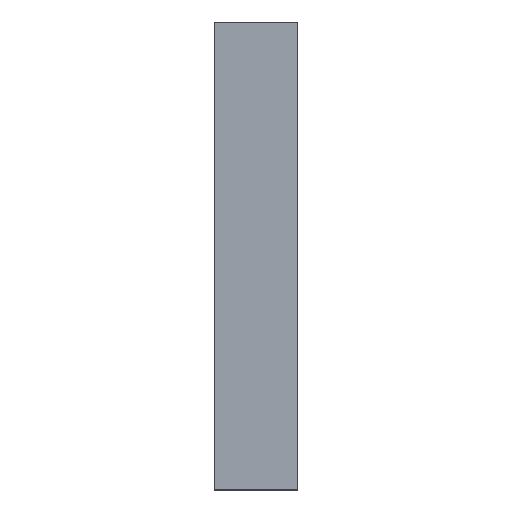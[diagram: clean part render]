
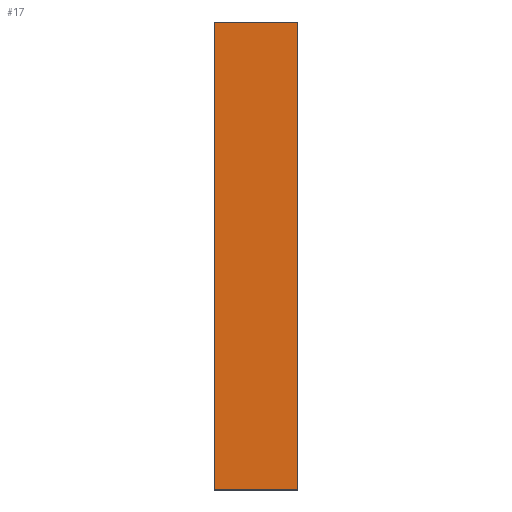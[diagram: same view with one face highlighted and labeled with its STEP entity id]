
A CAD part, left-side view. The second image highlights one B-rep face of the part: STEP entity #17.
In plain terms, the highlighted planar face has unit normal (-1, 0, 0).
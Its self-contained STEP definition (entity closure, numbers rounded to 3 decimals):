
#6 = DIRECTION ( 'NONE',  ( 0., 0., 1. ) ) ;
#7 = EDGE_CURVE ( 'NONE', #476, #676, #490, .T. ) ;
#17 = ADVANCED_FACE ( 'NONE', ( #530 ), #259, .F. ) ;
#37 = LINE ( 'NONE', #740, #334 ) ;
#61 = CARTESIAN_POINT ( 'NONE',  ( -28., 0., 7. ) ) ;
#69 = CARTESIAN_POINT ( 'NONE',  ( -28., 2.5, -7. ) ) ;
#91 = VECTOR ( 'NONE', #6, 1000. ) ;
#137 = AXIS2_PLACEMENT_3D ( 'NONE', #728, #340, #281 ) ;
#148 = EDGE_LOOP ( 'NONE', ( #238, #669, #355, #206 ) ) ;
#181 = CARTESIAN_POINT ( 'NONE',  ( -28., 2.5, -7. ) ) ;
#202 = CARTESIAN_POINT ( 'NONE',  ( -28., 2.5, 7. ) ) ;
#206 = ORIENTED_EDGE ( 'NONE', *, *, #7, .T. ) ;
#238 = ORIENTED_EDGE ( 'NONE', *, *, #525, .T. ) ;
#258 = EDGE_CURVE ( 'NONE', #476, #615, #744, .T. ) ;
#259 = PLANE ( 'NONE',  #137 ) ;
#277 = CARTESIAN_POINT ( 'NONE',  ( -28., 2.5, -7. ) ) ;
#281 = DIRECTION ( 'NONE',  ( 0., 0., -1. ) ) ;
#325 = CARTESIAN_POINT ( 'NONE',  ( -28., 0., -7. ) ) ;
#334 = VECTOR ( 'NONE', #459, 1000. ) ;
#340 = DIRECTION ( 'NONE',  ( 1., 0., 0. ) ) ;
#355 = ORIENTED_EDGE ( 'NONE', *, *, #258, .F. ) ;
#372 = CARTESIAN_POINT ( 'NONE',  ( -28., 0., -7. ) ) ;
#374 = VECTOR ( 'NONE', #679, 1000. ) ;
#375 = VERTEX_POINT ( 'NONE', #61 ) ;
#414 = LINE ( 'NONE', #372, #708 ) ;
#428 = DIRECTION ( 'NONE',  ( 0., 0., 1. ) ) ;
#459 = DIRECTION ( 'NONE',  ( 0., -1., 0. ) ) ;
#476 = VERTEX_POINT ( 'NONE', #69 ) ;
#490 = LINE ( 'NONE', #277, #374 ) ;
#525 = EDGE_CURVE ( 'NONE', #676, #375, #414, .T. ) ;
#530 = FACE_OUTER_BOUND ( 'NONE', #148, .T. ) ;
#615 = VERTEX_POINT ( 'NONE', #202 ) ;
#669 = ORIENTED_EDGE ( 'NONE', *, *, #735, .F. ) ;
#676 = VERTEX_POINT ( 'NONE', #325 ) ;
#679 = DIRECTION ( 'NONE',  ( 0., -1., 0. ) ) ;
#708 = VECTOR ( 'NONE', #428, 1000. ) ;
#728 = CARTESIAN_POINT ( 'NONE',  ( -28., 2.5, -7. ) ) ;
#735 = EDGE_CURVE ( 'NONE', #615, #375, #37, .T. ) ;
#740 = CARTESIAN_POINT ( 'NONE',  ( -28., 2.5, 7. ) ) ;
#744 = LINE ( 'NONE', #181, #91 ) ;
